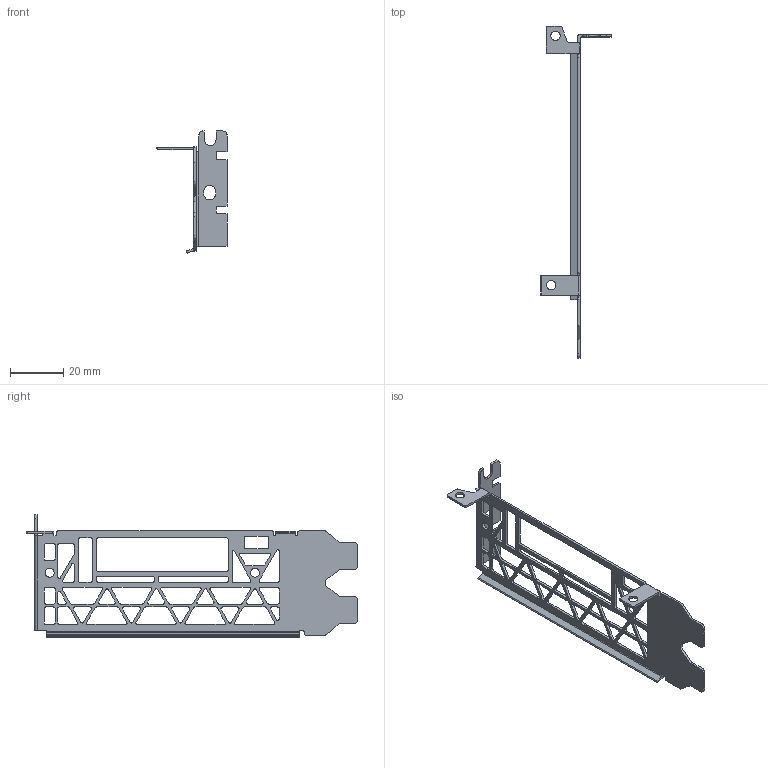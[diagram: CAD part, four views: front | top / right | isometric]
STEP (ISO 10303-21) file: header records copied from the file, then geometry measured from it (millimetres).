
FILE_DESCRIPTION (( 'STEP AP214' ), '1' );
FILE_NAME ('VCU1525_Bracket.STEP', '2018-08-31T17:39:46', ( '' ), ( '' ), 'SwSTEP 2.0', 'SolidWorks 2016', '' );
FILE_SCHEMA (( 'AUTOMOTIVE_DESIGN' ));
Length unit declared in the file: millimetre
Products named in the file (1): VCU1525_Bracket
Bounding box: 26.2 x 124.2 x 45.7 mm (x, y, z)
Volume: 2919.6 mm3; surface area: 7898.9 mm2
Topology: 1 solids, 1 shells, 369 faces, 1101 edges, 734 vertices
Faces by surface type: cylinder 189, plane 180
Entity records: 12699 total; most frequent: DIRECTION 2219, CARTESIAN_POINT 2205, ORIENTED_EDGE 2202, EDGE_CURVE 1101, AXIS2_PLACEMENT_3D 748, VERTEX_POINT 734, LINE 723, VECTOR 723
